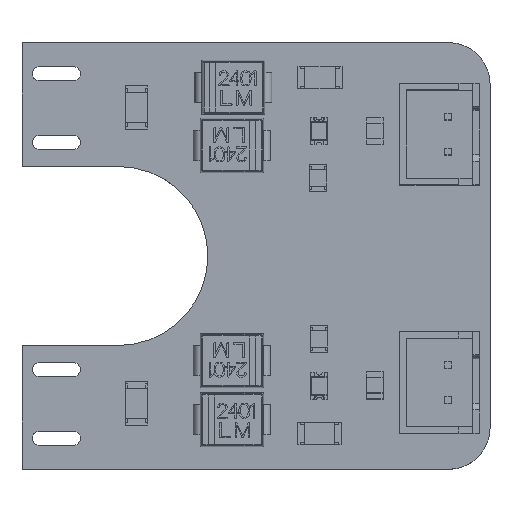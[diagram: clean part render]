
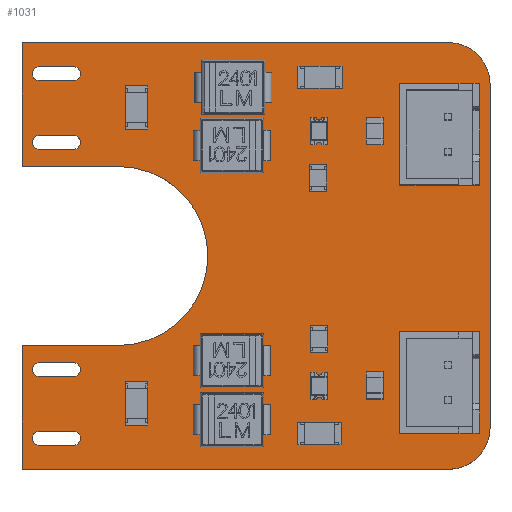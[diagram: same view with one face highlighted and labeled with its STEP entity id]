
A CAD part, top view. The second image highlights one B-rep face of the part: STEP entity #1031.
In plain terms, the highlighted planar face has unit normal (0, 0, 1).
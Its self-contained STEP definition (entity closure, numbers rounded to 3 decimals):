
#24 = VERTEX_POINT('',#25);
#25 = CARTESIAN_POINT('',(-7.,-15.5,0.));
#31 = EDGE_CURVE('',#24,#32,#34,.T.);
#32 = VERTEX_POINT('',#33);
#33 = CARTESIAN_POINT('',(-7.,-6.5,0.));
#34 = LINE('',#35,#36);
#35 = CARTESIAN_POINT('',(-7.,-15.5,0.));
#36 = VECTOR('',#37,1.);
#37 = DIRECTION('',(0.,1.,0.));
#62 = EDGE_CURVE('',#32,#63,#65,.T.);
#63 = VERTEX_POINT('',#64);
#64 = CARTESIAN_POINT('',(0.,-6.5,0.));
#65 = LINE('',#66,#67);
#66 = CARTESIAN_POINT('',(-7.,-6.5,0.));
#67 = VECTOR('',#68,1.);
#68 = DIRECTION('',(1.,0.,0.));
#93 = EDGE_CURVE('',#63,#94,#96,.T.);
#94 = VERTEX_POINT('',#95);
#95 = CARTESIAN_POINT('',(0.,6.5,0.));
#96 = CIRCLE('',#97,6.5);
#97 = AXIS2_PLACEMENT_3D('',#98,#99,#100);
#98 = CARTESIAN_POINT('',(0.,0.,0.));
#99 = DIRECTION('',(0.,-0.,1.));
#100 = DIRECTION('',(0.,-1.,-0.));
#126 = EDGE_CURVE('',#94,#127,#129,.T.);
#127 = VERTEX_POINT('',#128);
#128 = CARTESIAN_POINT('',(-7.,6.5,0.));
#129 = LINE('',#130,#131);
#130 = CARTESIAN_POINT('',(0.,6.5,0.));
#131 = VECTOR('',#132,1.);
#132 = DIRECTION('',(-1.,0.,0.));
#157 = EDGE_CURVE('',#127,#158,#160,.T.);
#158 = VERTEX_POINT('',#159);
#159 = CARTESIAN_POINT('',(-7.,15.5,0.));
#160 = LINE('',#161,#162);
#161 = CARTESIAN_POINT('',(-7.,6.5,0.));
#162 = VECTOR('',#163,1.);
#163 = DIRECTION('',(0.,1.,0.));
#188 = EDGE_CURVE('',#158,#189,#191,.T.);
#189 = VERTEX_POINT('',#190);
#190 = CARTESIAN_POINT('',(24.,15.5,0.));
#191 = LINE('',#192,#193);
#192 = CARTESIAN_POINT('',(-7.,15.5,0.));
#193 = VECTOR('',#194,1.);
#194 = DIRECTION('',(1.,0.,0.));
#219 = EDGE_CURVE('',#189,#220,#222,.T.);
#220 = VERTEX_POINT('',#221);
#221 = CARTESIAN_POINT('',(27.,12.5,0.));
#222 = CIRCLE('',#223,3.001);
#223 = AXIS2_PLACEMENT_3D('',#224,#225,#226);
#224 = CARTESIAN_POINT('',(23.999,12.499,0.));
#225 = DIRECTION('',(0.,0.,-1.));
#226 = DIRECTION('',(0.,1.,0.));
#252 = EDGE_CURVE('',#220,#253,#255,.T.);
#253 = VERTEX_POINT('',#254);
#254 = CARTESIAN_POINT('',(27.,-12.5,0.));
#255 = LINE('',#256,#257);
#256 = CARTESIAN_POINT('',(27.,12.5,0.));
#257 = VECTOR('',#258,1.);
#258 = DIRECTION('',(0.,-1.,0.));
#283 = EDGE_CURVE('',#253,#284,#286,.T.);
#284 = VERTEX_POINT('',#285);
#285 = CARTESIAN_POINT('',(24.,-15.5,0.));
#286 = CIRCLE('',#287,3.001);
#287 = AXIS2_PLACEMENT_3D('',#288,#289,#290);
#288 = CARTESIAN_POINT('',(23.999,-12.499,0.));
#289 = DIRECTION('',(0.,0.,-1.));
#290 = DIRECTION('',(1.,0.,0.));
#316 = EDGE_CURVE('',#284,#24,#317,.T.);
#317 = LINE('',#318,#319);
#318 = CARTESIAN_POINT('',(24.,-15.5,0.));
#319 = VECTOR('',#320,1.);
#320 = DIRECTION('',(-1.,0.,0.));
#340 = VERTEX_POINT('',#341);
#341 = CARTESIAN_POINT('',(-5.75,-8.75,0.));
#347 = EDGE_CURVE('',#340,#348,#350,.T.);
#348 = VERTEX_POINT('',#349);
#349 = CARTESIAN_POINT('',(-3.25,-8.75,0.));
#350 = LINE('',#351,#352);
#351 = CARTESIAN_POINT('',(-5.75,-8.75,0.));
#352 = VECTOR('',#353,1.);
#353 = DIRECTION('',(1.,0.,0.));
#378 = EDGE_CURVE('',#348,#379,#381,.T.);
#379 = VERTEX_POINT('',#380);
#380 = CARTESIAN_POINT('',(-3.25,-7.75,0.));
#381 = CIRCLE('',#382,0.5);
#382 = AXIS2_PLACEMENT_3D('',#383,#384,#385);
#383 = CARTESIAN_POINT('',(-3.25,-8.25,0.));
#384 = DIRECTION('',(0.,0.,1.));
#385 = DIRECTION('',(-0.,-1.,0.));
#411 = EDGE_CURVE('',#379,#412,#414,.T.);
#412 = VERTEX_POINT('',#413);
#413 = CARTESIAN_POINT('',(-5.75,-7.75,0.));
#414 = LINE('',#415,#416);
#415 = CARTESIAN_POINT('',(-3.25,-7.75,0.));
#416 = VECTOR('',#417,1.);
#417 = DIRECTION('',(-1.,0.,0.));
#442 = EDGE_CURVE('',#412,#340,#443,.T.);
#443 = CIRCLE('',#444,0.5);
#444 = AXIS2_PLACEMENT_3D('',#445,#446,#447);
#445 = CARTESIAN_POINT('',(-5.75,-8.25,0.));
#446 = DIRECTION('',(0.,-0.,1.));
#447 = DIRECTION('',(0.,1.,0.));
#468 = VERTEX_POINT('',#469);
#469 = CARTESIAN_POINT('',(-5.75,-13.75,0.));
#475 = EDGE_CURVE('',#468,#476,#478,.T.);
#476 = VERTEX_POINT('',#477);
#477 = CARTESIAN_POINT('',(-3.25,-13.75,0.));
#478 = LINE('',#479,#480);
#479 = CARTESIAN_POINT('',(-5.75,-13.75,0.));
#480 = VECTOR('',#481,1.);
#481 = DIRECTION('',(1.,0.,0.));
#506 = EDGE_CURVE('',#476,#507,#509,.T.);
#507 = VERTEX_POINT('',#508);
#508 = CARTESIAN_POINT('',(-3.25,-12.75,0.));
#509 = CIRCLE('',#510,0.5);
#510 = AXIS2_PLACEMENT_3D('',#511,#512,#513);
#511 = CARTESIAN_POINT('',(-3.25,-13.25,0.));
#512 = DIRECTION('',(0.,0.,1.));
#513 = DIRECTION('',(-0.,-1.,0.));
#539 = EDGE_CURVE('',#507,#540,#542,.T.);
#540 = VERTEX_POINT('',#541);
#541 = CARTESIAN_POINT('',(-5.75,-12.75,0.));
#542 = LINE('',#543,#544);
#543 = CARTESIAN_POINT('',(-3.25,-12.75,0.));
#544 = VECTOR('',#545,1.);
#545 = DIRECTION('',(-1.,0.,0.));
#570 = EDGE_CURVE('',#540,#468,#571,.T.);
#571 = CIRCLE('',#572,0.5);
#572 = AXIS2_PLACEMENT_3D('',#573,#574,#575);
#573 = CARTESIAN_POINT('',(-5.75,-13.25,0.));
#574 = DIRECTION('',(0.,-0.,1.));
#575 = DIRECTION('',(0.,1.,0.));
#596 = VERTEX_POINT('',#597);
#597 = CARTESIAN_POINT('',(-5.75,12.75,0.));
#603 = EDGE_CURVE('',#596,#604,#606,.T.);
#604 = VERTEX_POINT('',#605);
#605 = CARTESIAN_POINT('',(-3.25,12.75,0.));
#606 = LINE('',#607,#608);
#607 = CARTESIAN_POINT('',(-5.75,12.75,0.));
#608 = VECTOR('',#609,1.);
#609 = DIRECTION('',(1.,0.,0.));
#634 = EDGE_CURVE('',#604,#635,#637,.T.);
#635 = VERTEX_POINT('',#636);
#636 = CARTESIAN_POINT('',(-3.25,13.75,0.));
#637 = CIRCLE('',#638,0.5);
#638 = AXIS2_PLACEMENT_3D('',#639,#640,#641);
#639 = CARTESIAN_POINT('',(-3.25,13.25,0.));
#640 = DIRECTION('',(0.,0.,1.));
#641 = DIRECTION('',(-0.,-1.,0.));
#667 = EDGE_CURVE('',#635,#668,#670,.T.);
#668 = VERTEX_POINT('',#669);
#669 = CARTESIAN_POINT('',(-5.75,13.75,0.));
#670 = LINE('',#671,#672);
#671 = CARTESIAN_POINT('',(-3.25,13.75,0.));
#672 = VECTOR('',#673,1.);
#673 = DIRECTION('',(-1.,0.,0.));
#698 = EDGE_CURVE('',#668,#596,#699,.T.);
#699 = CIRCLE('',#700,0.5);
#700 = AXIS2_PLACEMENT_3D('',#701,#702,#703);
#701 = CARTESIAN_POINT('',(-5.75,13.25,0.));
#702 = DIRECTION('',(0.,-0.,1.));
#703 = DIRECTION('',(0.,1.,0.));
#724 = VERTEX_POINT('',#725);
#725 = CARTESIAN_POINT('',(-5.75,7.75,0.));
#731 = EDGE_CURVE('',#724,#732,#734,.T.);
#732 = VERTEX_POINT('',#733);
#733 = CARTESIAN_POINT('',(-3.25,7.75,0.));
#734 = LINE('',#735,#736);
#735 = CARTESIAN_POINT('',(-5.75,7.75,0.));
#736 = VECTOR('',#737,1.);
#737 = DIRECTION('',(1.,0.,0.));
#762 = EDGE_CURVE('',#732,#763,#765,.T.);
#763 = VERTEX_POINT('',#764);
#764 = CARTESIAN_POINT('',(-3.25,8.75,0.));
#765 = CIRCLE('',#766,0.5);
#766 = AXIS2_PLACEMENT_3D('',#767,#768,#769);
#767 = CARTESIAN_POINT('',(-3.25,8.25,0.));
#768 = DIRECTION('',(0.,0.,1.));
#769 = DIRECTION('',(-0.,-1.,0.));
#795 = EDGE_CURVE('',#763,#796,#798,.T.);
#796 = VERTEX_POINT('',#797);
#797 = CARTESIAN_POINT('',(-5.75,8.75,0.));
#798 = LINE('',#799,#800);
#799 = CARTESIAN_POINT('',(-3.25,8.75,0.));
#800 = VECTOR('',#801,1.);
#801 = DIRECTION('',(-1.,0.,0.));
#826 = EDGE_CURVE('',#796,#724,#827,.T.);
#827 = CIRCLE('',#828,0.5);
#828 = AXIS2_PLACEMENT_3D('',#829,#830,#831);
#829 = CARTESIAN_POINT('',(-5.75,8.25,0.));
#830 = DIRECTION('',(0.,-0.,1.));
#831 = DIRECTION('',(0.,1.,0.));
#852 = VERTEX_POINT('',#853);
#853 = CARTESIAN_POINT('',(24.45,-7.96,0.));
#859 = EDGE_CURVE('',#852,#852,#860,.T.);
#860 = CIRCLE('',#861,0.45);
#861 = AXIS2_PLACEMENT_3D('',#862,#863,#864);
#862 = CARTESIAN_POINT('',(24.,-7.96,0.));
#863 = DIRECTION('',(0.,0.,1.));
#864 = DIRECTION('',(1.,0.,-0.));
#885 = VERTEX_POINT('',#886);
#886 = CARTESIAN_POINT('',(24.45,-10.5,0.));
#892 = EDGE_CURVE('',#885,#885,#893,.T.);
#893 = CIRCLE('',#894,0.45);
#894 = AXIS2_PLACEMENT_3D('',#895,#896,#897);
#895 = CARTESIAN_POINT('',(24.,-10.5,0.));
#896 = DIRECTION('',(0.,0.,1.));
#897 = DIRECTION('',(1.,0.,-0.));
#918 = VERTEX_POINT('',#919);
#919 = CARTESIAN_POINT('',(24.45,10.091,0.));
#925 = EDGE_CURVE('',#918,#918,#926,.T.);
#926 = CIRCLE('',#927,0.45);
#927 = AXIS2_PLACEMENT_3D('',#928,#929,#930);
#928 = CARTESIAN_POINT('',(24.,10.091,0.));
#929 = DIRECTION('',(0.,0.,1.));
#930 = DIRECTION('',(1.,0.,-0.));
#951 = VERTEX_POINT('',#952);
#952 = CARTESIAN_POINT('',(24.45,7.551,0.));
#958 = EDGE_CURVE('',#951,#951,#959,.T.);
#959 = CIRCLE('',#960,0.45);
#960 = AXIS2_PLACEMENT_3D('',#961,#962,#963);
#961 = CARTESIAN_POINT('',(24.,7.551,0.));
#962 = DIRECTION('',(0.,0.,1.));
#963 = DIRECTION('',(1.,0.,-0.));
#1031 = ADVANCED_FACE('',(#1032,#1044,#1050,#1056,#1062,#1068,#1071,
    #1074,#1077),#1080,.F.);
#1032 = FACE_BOUND('',#1033,.F.);
#1033 = EDGE_LOOP('',(#1034,#1035,#1036,#1037,#1038,#1039,#1040,#1041,
    #1042,#1043));
#1034 = ORIENTED_EDGE('',*,*,#31,.T.);
#1035 = ORIENTED_EDGE('',*,*,#62,.T.);
#1036 = ORIENTED_EDGE('',*,*,#93,.T.);
#1037 = ORIENTED_EDGE('',*,*,#126,.T.);
#1038 = ORIENTED_EDGE('',*,*,#157,.T.);
#1039 = ORIENTED_EDGE('',*,*,#188,.T.);
#1040 = ORIENTED_EDGE('',*,*,#219,.T.);
#1041 = ORIENTED_EDGE('',*,*,#252,.T.);
#1042 = ORIENTED_EDGE('',*,*,#283,.T.);
#1043 = ORIENTED_EDGE('',*,*,#316,.T.);
#1044 = FACE_BOUND('',#1045,.F.);
#1045 = EDGE_LOOP('',(#1046,#1047,#1048,#1049));
#1046 = ORIENTED_EDGE('',*,*,#347,.T.);
#1047 = ORIENTED_EDGE('',*,*,#378,.T.);
#1048 = ORIENTED_EDGE('',*,*,#411,.T.);
#1049 = ORIENTED_EDGE('',*,*,#442,.T.);
#1050 = FACE_BOUND('',#1051,.F.);
#1051 = EDGE_LOOP('',(#1052,#1053,#1054,#1055));
#1052 = ORIENTED_EDGE('',*,*,#475,.T.);
#1053 = ORIENTED_EDGE('',*,*,#506,.T.);
#1054 = ORIENTED_EDGE('',*,*,#539,.T.);
#1055 = ORIENTED_EDGE('',*,*,#570,.T.);
#1056 = FACE_BOUND('',#1057,.F.);
#1057 = EDGE_LOOP('',(#1058,#1059,#1060,#1061));
#1058 = ORIENTED_EDGE('',*,*,#603,.T.);
#1059 = ORIENTED_EDGE('',*,*,#634,.T.);
#1060 = ORIENTED_EDGE('',*,*,#667,.T.);
#1061 = ORIENTED_EDGE('',*,*,#698,.T.);
#1062 = FACE_BOUND('',#1063,.F.);
#1063 = EDGE_LOOP('',(#1064,#1065,#1066,#1067));
#1064 = ORIENTED_EDGE('',*,*,#731,.T.);
#1065 = ORIENTED_EDGE('',*,*,#762,.T.);
#1066 = ORIENTED_EDGE('',*,*,#795,.T.);
#1067 = ORIENTED_EDGE('',*,*,#826,.T.);
#1068 = FACE_BOUND('',#1069,.F.);
#1069 = EDGE_LOOP('',(#1070));
#1070 = ORIENTED_EDGE('',*,*,#859,.T.);
#1071 = FACE_BOUND('',#1072,.F.);
#1072 = EDGE_LOOP('',(#1073));
#1073 = ORIENTED_EDGE('',*,*,#892,.T.);
#1074 = FACE_BOUND('',#1075,.F.);
#1075 = EDGE_LOOP('',(#1076));
#1076 = ORIENTED_EDGE('',*,*,#925,.T.);
#1077 = FACE_BOUND('',#1078,.F.);
#1078 = EDGE_LOOP('',(#1079));
#1079 = ORIENTED_EDGE('',*,*,#958,.T.);
#1080 = PLANE('',#1081);
#1081 = AXIS2_PLACEMENT_3D('',#1082,#1083,#1084);
#1082 = CARTESIAN_POINT('',(9.073,0.,0.));
#1083 = DIRECTION('',(-0.,-0.,-1.));
#1084 = DIRECTION('',(-1.,0.,0.));
